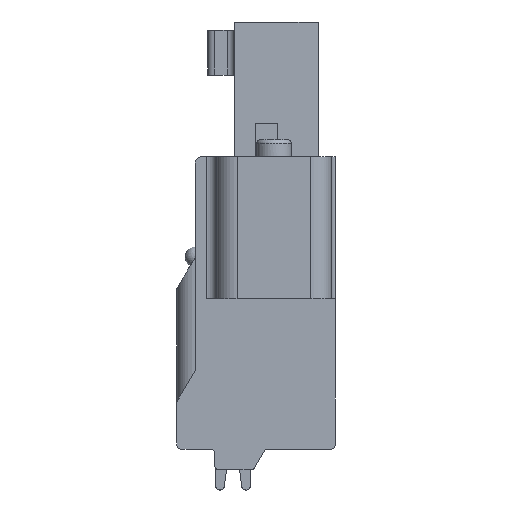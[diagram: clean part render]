
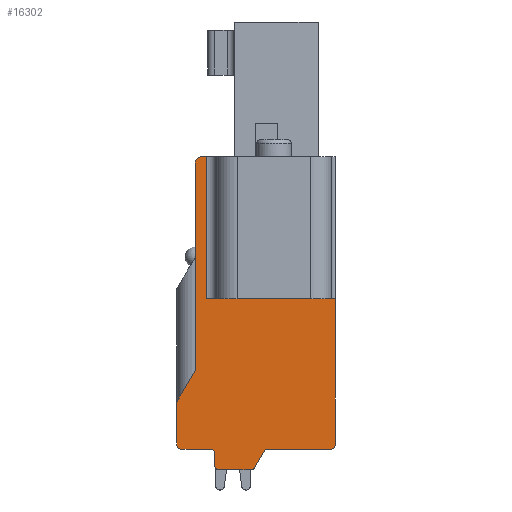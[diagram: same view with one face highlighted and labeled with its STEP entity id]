
A CAD part, front view. The second image highlights one B-rep face of the part: STEP entity #16302.
In plain terms, the highlighted planar face has unit normal (0, -1, 0).
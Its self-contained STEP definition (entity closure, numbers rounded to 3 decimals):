
#94=DIRECTION('',(-1.,0.,0.));
#95=VECTOR('',#94,0.25);
#96=CARTESIAN_POINT('',(-6.3,-11.43,0.));
#97=LINE('',#96,#95);
#1861=DIRECTION('',(0.,0.,-1.));
#1862=VECTOR('',#1861,10.141);
#1863=CARTESIAN_POINT('',(-6.85,-11.43,
-0.3));
#1864=LINE('',#1863,#1862);
#2059=DIRECTION('',(0.,0.,-1.));
#2060=VECTOR('',#2059,2.1);
#2061=CARTESIAN_POINT('',(-7.75,-11.43,-12.));
#2062=LINE('',#2061,#2060);
#2075=DIRECTION('',(1.,0.,0.));
#2076=VECTOR('',#2075,1.45);
#2077=CARTESIAN_POINT('',(-7.55,-11.43,-14.3));
#2078=LINE('',#2077,#2076);
#2083=DIRECTION('',(1.,0.,0.));
#2084=VECTOR('',#2083,3.107);
#2085=CARTESIAN_POINT('',(-3.307,-11.43,-14.3));
#2086=LINE('',#2085,#2084);
#2373=DIRECTION('',(0.,0.,1.));
#2374=VECTOR('',#2373,7.15);
#2375=CARTESIAN_POINT('',(0.,-11.43,-14.1));
#2376=LINE('',#2375,#2374);
#2854=DIRECTION('',(1.,0.,0.));
#2855=VECTOR('',#2854,6.3);
#2856=CARTESIAN_POINT('',(-6.3,-11.43,-6.95));
#2857=LINE('',#2856,#2855);
#2858=CARTESIAN_POINT('',(-0.2,-11.43,-14.1));
#2859=DIRECTION('',(0.,1.,0.));
#2860=DIRECTION('',(1.,0.,0.));
#2861=AXIS2_PLACEMENT_3D('',#2858,#2859,#2860);
#2863=CARTESIAN_POINT('',(-3.307,-11.43,-14.5));
#2864=DIRECTION('',(0.,-1.,0.));
#2865=DIRECTION('',(0.,0.,1.));
#2866=AXIS2_PLACEMENT_3D('',#2863,#2864,#2865);
#2868=DIRECTION('',(-0.5,0.,-0.866));
#2869=VECTOR('',#2868,0.924);
#2870=CARTESIAN_POINT('',(-3.48,-11.43,
-14.4));
#2871=LINE('',#2870,#2869);
#2872=CARTESIAN_POINT('',(-4.115,-11.43,-15.1));
#2873=DIRECTION('',(0.,1.,0.));
#2874=DIRECTION('',(0.866,0.,-0.5));
#2875=AXIS2_PLACEMENT_3D('',#2872,#2873,#2874);
#2877=CARTESIAN_POINT('',(-5.7,-11.43,-15.1));
#2878=DIRECTION('',(0.,1.,0.));
#2879=DIRECTION('',(0.,0.,-1.));
#2880=AXIS2_PLACEMENT_3D('',#2877,#2878,#2879);
#2882=CARTESIAN_POINT('',(-6.1,-11.43,-14.5));
#2883=DIRECTION('',(0.,-1.,0.));
#2884=DIRECTION('',(1.,0.,0.));
#2885=AXIS2_PLACEMENT_3D('',#2882,#2883,#2884);
#2887=CARTESIAN_POINT('',(-7.55,-11.43,-14.1));
#2888=DIRECTION('',(0.,1.,0.));
#2889=DIRECTION('',(0.,0.,-1.));
#2890=AXIS2_PLACEMENT_3D('',#2887,#2888,#2889);
#2892=DIRECTION('',(0.5,0.,0.866));
#2893=VECTOR('',#2892,1.8);
#2894=CARTESIAN_POINT('',(-7.75,-11.43,-12.));
#2895=LINE('',#2894,#2893);
#2896=CARTESIAN_POINT('',(-6.55,-11.43,-0.3));
#2897=DIRECTION('',(0.,1.,0.));
#2898=DIRECTION('',(-1.,0.,0.));
#2899=AXIS2_PLACEMENT_3D('',#2896,#2897,#2898);
#2905=DIRECTION('',(0.,0.,1.));
#2906=VECTOR('',#2905,6.95);
#2907=CARTESIAN_POINT('',(-6.3,-11.43,-6.95));
#2908=LINE('',#2907,#2906);
#3191=DIRECTION('',(0.,0.,-1.));
#3192=VECTOR('',#3191,0.6);
#3193=CARTESIAN_POINT('',(-5.9,-11.43,-14.5));
#3194=LINE('',#3193,#3192);
#3203=DIRECTION('',(1.,0.,0.));
#3204=VECTOR('',#3203,1.585);
#3205=CARTESIAN_POINT('',(-5.7,-11.43,-15.3));
#3206=LINE('',#3205,#3204);
#9945=CARTESIAN_POINT('',(-6.3,-11.43,0.));
#9946=VERTEX_POINT('',#9945);
#9947=CARTESIAN_POINT('',(-6.55,-11.43,0.));
#9948=VERTEX_POINT('',#9947);
#10045=CARTESIAN_POINT('',(0.,-11.43,-14.1));
#10046=CARTESIAN_POINT('',(0.,-11.43,-6.95));
#10047=VERTEX_POINT('',#10045);
#10048=VERTEX_POINT('',#10046);
#10049=CARTESIAN_POINT('',(-0.2,-11.43,-14.3));
#10050=VERTEX_POINT('',#10049);
#10051=CARTESIAN_POINT('',(-7.55,-11.43,-14.3));
#10052=CARTESIAN_POINT('',(-6.1,-11.43,-14.3));
#10053=VERTEX_POINT('',#10051);
#10054=VERTEX_POINT('',#10052);
#10059=CARTESIAN_POINT('',(-3.307,-11.43,-14.3));
#10060=VERTEX_POINT('',#10059);
#10640=CARTESIAN_POINT('',(-7.75,-11.43,-14.1));
#10641=VERTEX_POINT('',#10640);
#10652=CARTESIAN_POINT('',(-7.75,-11.43,-12.));
#10653=VERTEX_POINT('',#10652);
#10692=CARTESIAN_POINT('',(-6.85,-11.43,
-0.3));
#10693=VERTEX_POINT('',#10692);
#10694=CARTESIAN_POINT('',(-6.85,-11.43,
-10.441));
#10695=VERTEX_POINT('',#10694);
#11012=CARTESIAN_POINT('',(-6.3,-11.43,-6.95));
#11013=VERTEX_POINT('',#11012);
#11014=CARTESIAN_POINT('',(-3.48,-11.43,
-14.4));
#11015=VERTEX_POINT('',#11014);
#11016=CARTESIAN_POINT('',(-3.942,-11.43,
-15.2));
#11017=VERTEX_POINT('',#11016);
#11018=CARTESIAN_POINT('',(-4.115,-11.43,-15.3));
#11019=VERTEX_POINT('',#11018);
#11020=CARTESIAN_POINT('',(-5.7,-11.43,-15.3));
#11021=VERTEX_POINT('',#11020);
#11022=CARTESIAN_POINT('',(-5.9,-11.43,-15.1));
#11023=VERTEX_POINT('',#11022);
#11024=CARTESIAN_POINT('',(-5.9,-11.43,-14.5));
#11025=VERTEX_POINT('',#11024);
#16265=CARTESIAN_POINT('',(0.,-11.43,0.));
#16266=DIRECTION('',(0.,1.,0.));
#16267=DIRECTION('',(1.,0.,0.));
#16268=AXIS2_PLACEMENT_3D('',#16265,#16266,#16267);
#16269=PLANE('',#16268);
#16271=ORIENTED_EDGE('',*,*,#16270,.F.);
#16273=ORIENTED_EDGE('',*,*,#16272,.T.);
#16274=ORIENTED_EDGE('',*,*,#15669,.F.);
#16275=ORIENTED_EDGE('',*,*,#15653,.T.);
#16276=ORIENTED_EDGE('',*,*,#15362,.F.);
#16278=ORIENTED_EDGE('',*,*,#16277,.T.);
#16280=ORIENTED_EDGE('',*,*,#16279,.T.);
#16282=ORIENTED_EDGE('',*,*,#16281,.T.);
#16284=ORIENTED_EDGE('',*,*,#16283,.F.);
#16286=ORIENTED_EDGE('',*,*,#16285,.T.);
#16288=ORIENTED_EDGE('',*,*,#16287,.F.);
#16290=ORIENTED_EDGE('',*,*,#16289,.T.);
#16291=ORIENTED_EDGE('',*,*,#15354,.F.);
#16292=ORIENTED_EDGE('',*,*,#15331,.T.);
#16293=ORIENTED_EDGE('',*,*,#15316,.F.);
#16295=ORIENTED_EDGE('',*,*,#16294,.T.);
#16296=ORIENTED_EDGE('',*,*,#15058,.F.);
#16298=ORIENTED_EDGE('',*,*,#16297,.T.);
#16299=ORIENTED_EDGE('',*,*,#12839,.F.);
#16300=EDGE_LOOP('',(#16271,#16273,#16274,#16275,#16276,#16278,#16280,#16282,
#16284,#16286,#16288,#16290,#16291,#16292,#16293,#16295,#16296,#16298,#16299));
#16301=FACE_OUTER_BOUND('',#16300,.F.);
#2862=CIRCLE('',#2861,0.2);
#2867=CIRCLE('',#2866,0.2);
#2876=CIRCLE('',#2875,0.2);
#2881=CIRCLE('',#2880,0.2);
#2886=CIRCLE('',#2885,0.2);
#2891=CIRCLE('',#2890,0.2);
#2900=CIRCLE('',#2899,0.3);
#12839=EDGE_CURVE('',#9946,#9948,#97,.T.);
#15058=EDGE_CURVE('',#10693,#10695,#1864,.T.);
#15316=EDGE_CURVE('',#10653,#10641,#2062,.T.);
#15331=EDGE_CURVE('',#10053,#10641,#2891,.T.);
#15354=EDGE_CURVE('',#10053,#10054,#2078,.T.);
#15362=EDGE_CURVE('',#10060,#10050,#2086,.T.);
#15653=EDGE_CURVE('',#10047,#10050,#2862,.T.);
#15669=EDGE_CURVE('',#10047,#10048,#2376,.T.);
#16270=EDGE_CURVE('',#11013,#9946,#2908,.T.);
#16272=EDGE_CURVE('',#11013,#10048,#2857,.T.);
#16277=EDGE_CURVE('',#10060,#11015,#2867,.T.);
#16279=EDGE_CURVE('',#11015,#11017,#2871,.T.);
#16281=EDGE_CURVE('',#11017,#11019,#2876,.T.);
#16283=EDGE_CURVE('',#11021,#11019,#3206,.T.);
#16285=EDGE_CURVE('',#11021,#11023,#2881,.T.);
#16287=EDGE_CURVE('',#11025,#11023,#3194,.T.);
#16289=EDGE_CURVE('',#11025,#10054,#2886,.T.);
#16294=EDGE_CURVE('',#10653,#10695,#2895,.T.);
#16297=EDGE_CURVE('',#10693,#9948,#2900,.T.);
#16302=ADVANCED_FACE('',(#16301),#16269,.F.);
